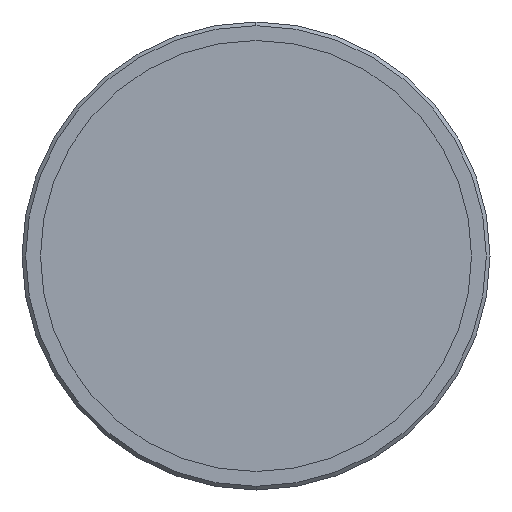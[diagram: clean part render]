
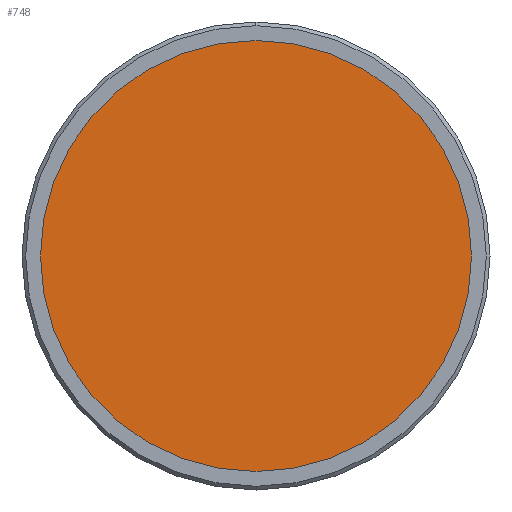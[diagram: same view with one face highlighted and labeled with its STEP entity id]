
A CAD part, left-side view. The second image highlights one B-rep face of the part: STEP entity #748.
In plain terms, the highlighted planar face has unit normal (-1, 0, 0).
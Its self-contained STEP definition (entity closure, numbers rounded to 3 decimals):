
#58 = FACE_OUTER_BOUND ( 'NONE', #468, .T. ) ;
#79 = EDGE_CURVE ( 'NONE', #735, #536, #189, .T. ) ;
#141 = DIRECTION ( 'NONE',  ( -1., 0., 0. ) ) ;
#152 = CARTESIAN_POINT ( 'NONE',  ( 2.5, 0., 0. ) ) ;
#159 = DIRECTION ( 'NONE',  ( 0., 0., 1. ) ) ;
#167 = EDGE_CURVE ( 'NONE', #536, #735, #324, .T. ) ;
#189 = CIRCLE ( 'NONE', #402, 17.5 ) ;
#213 = DIRECTION ( 'NONE',  ( -1., 0., 0. ) ) ;
#303 = AXIS2_PLACEMENT_3D ( 'NONE', #523, #764, #642 ) ;
#324 = CIRCLE ( 'NONE', #594, 17.5 ) ;
#402 = AXIS2_PLACEMENT_3D ( 'NONE', #496, #141, #675 ) ;
#468 = EDGE_LOOP ( 'NONE', ( #483, #577 ) ) ;
#483 = ORIENTED_EDGE ( 'NONE', *, *, #79, .T. ) ;
#496 = CARTESIAN_POINT ( 'NONE',  ( 2.5, 0., 0. ) ) ;
#519 = PLANE ( 'NONE',  #303 ) ;
#523 = CARTESIAN_POINT ( 'NONE',  ( 2.5, 0., 0. ) ) ;
#536 = VERTEX_POINT ( 'NONE', #734 ) ;
#577 = ORIENTED_EDGE ( 'NONE', *, *, #167, .T. ) ;
#594 = AXIS2_PLACEMENT_3D ( 'NONE', #152, #213, #159 ) ;
#642 = DIRECTION ( 'NONE',  ( 0., 0., 1. ) ) ;
#675 = DIRECTION ( 'NONE',  ( 0., 0., 1. ) ) ;
#683 = CARTESIAN_POINT ( 'NONE',  ( 2.5, 0., 17.5 ) ) ;
#734 = CARTESIAN_POINT ( 'NONE',  ( 2.5, 0., -17.5 ) ) ;
#735 = VERTEX_POINT ( 'NONE', #683 ) ;
#748 = ADVANCED_FACE ( 'NONE', ( #58 ), #519, .T. ) ;
#764 = DIRECTION ( 'NONE',  ( -1., 0., 0. ) ) ;
